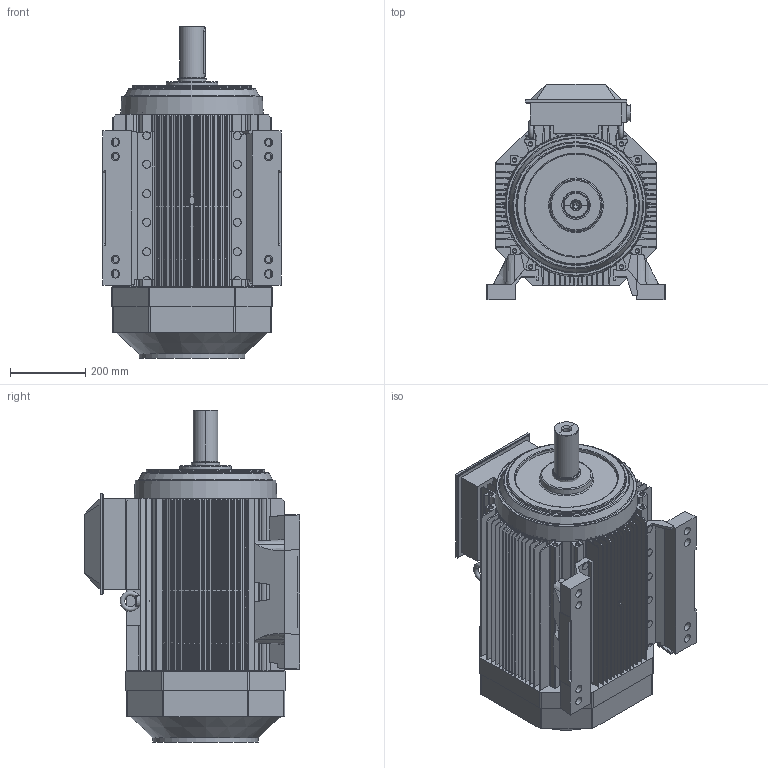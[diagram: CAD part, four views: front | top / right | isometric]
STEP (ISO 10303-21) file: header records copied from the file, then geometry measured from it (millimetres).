
FILE_DESCRIPTION((''),'2;1');
FILE_NAME('M2AA IE2 250 4-8P SMALL TERM.BOX B3.stp','2015-11-04T16:31:14',('sejotaa1'),(''),'Autodesk Inventor 2011','Autodesk Inventor 2011','');
FILE_SCHEMA(('AUTOMOTIVE_DESIGN { 1 0 10303 214 1 1 1 1 }'));
Length unit declared in the file: millimetre
Products named in the file (1): M2AA IE2 250 4-8P SMALL TERM.BOX B3_Shrinkwrap_1
Bounding box: 472.22 x 571.6 x 879.99 mm (x, y, z)
Volume: 44023235.1 mm3; surface area: 4446504.8 mm2
Topology: 8 solids, 1096 shells, 1436 faces, 6299 edges, 5804 vertices
Faces by surface type: plane 607, cylinder 578, cone 175, bspline 40, torus 36
Full cylindrical faces by diameter (mm): 3.3 x4, 5.5 x4, 10.2 x56, 11 x1, 12 x30, 16 x2, 20 x1, 34 x1, 40 x3, 44.942 x1, 47 x1, 57 x1, 279.576 x1, 364 x1, 372 x2
Entity records: 81619 total; most frequent: CARTESIAN_POINT 27005, DIRECTION 9668, ORIENTED_EDGE 6724, EDGE_CURVE 5931, VERTEX_POINT 5685, AXIS2_PLACEMENT_3D 3318, VECTOR 3032, LINE 3032
